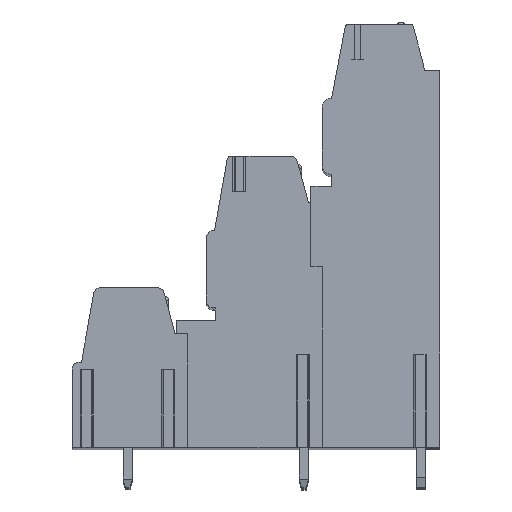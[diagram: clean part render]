
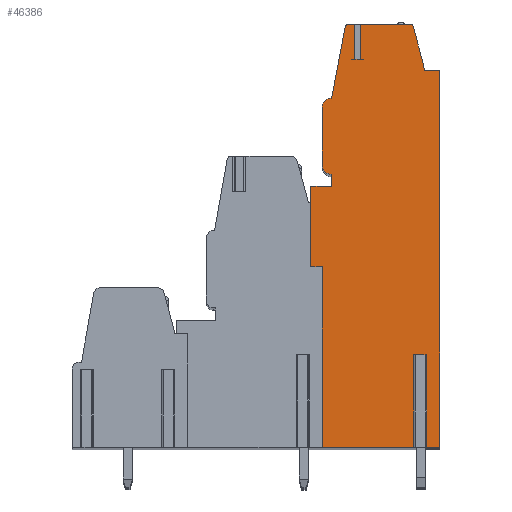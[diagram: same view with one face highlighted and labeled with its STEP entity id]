
A CAD part, top view. The second image highlights one B-rep face of the part: STEP entity #46386.
In plain terms, the highlighted planar face has unit normal (0, 0, 1).
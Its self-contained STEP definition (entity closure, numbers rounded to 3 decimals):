
#13=DIRECTION('',(0.,1.,0.));
#14=VECTOR('',#13,15.6);
#15=CARTESIAN_POINT('',(1.,-19.1,114.3));
#16=LINE('',#15,#14);
#17=DIRECTION('',(1.,0.,0.));
#18=VECTOR('',#17,1.);
#19=CARTESIAN_POINT('',(0.,-3.5,114.3));
#20=LINE('',#19,#18);
#21=DIRECTION('',(-1.,0.,0.));
#22=VECTOR('',#21,1.8);
#23=CARTESIAN_POINT('',(1.8,3.5,114.3));
#24=LINE('',#23,#22);
#25=DIRECTION('',(0.,-1.,0.));
#26=VECTOR('',#25,1.);
#27=CARTESIAN_POINT('',(1.8,4.5,114.3));
#28=LINE('',#27,#26);
#29=CARTESIAN_POINT('',(1.8,5.3,114.3));
#30=DIRECTION('',(0.,0.,1.));
#31=DIRECTION('',(-1.,0.,0.));
#32=AXIS2_PLACEMENT_3D('',#29,#30,#31);
#34=DIRECTION('',(0.,-1.,0.));
#35=VECTOR('',#34,5.);
#36=CARTESIAN_POINT('',(1.,10.3,114.3));
#37=LINE('',#36,#35);
#38=CARTESIAN_POINT('',(1.8,10.3,114.3));
#39=DIRECTION('',(0.,0.,1.));
#40=DIRECTION('',(0.,1.,0.));
#41=AXIS2_PLACEMENT_3D('',#38,#39,#40);
#43=DIRECTION('',(-0.186,-0.983,0.));
#44=VECTOR('',#43,6.265);
#45=CARTESIAN_POINT('',(2.964,17.256,114.3));
#46=LINE('',#45,#44);
#47=CARTESIAN_POINT('',(3.259,17.2,114.3));
#48=DIRECTION('',(0.,0.,1.));
#49=DIRECTION('',(0.,1.,0.));
#50=AXIS2_PLACEMENT_3D('',#47,#48,#49);
#52=DIRECTION('',(-1.,0.,0.));
#53=VECTOR('',#52,0.551);
#54=CARTESIAN_POINT('',(3.81,17.5,114.3));
#55=LINE('',#54,#53);
#56=DIRECTION('',(0.,-1.,0.));
#57=VECTOR('',#56,3.05);
#58=CARTESIAN_POINT('',(3.81,17.5,114.3));
#59=LINE('',#58,#57);
#60=DIRECTION('',(1.,0.,0.));
#61=VECTOR('',#60,0.5);
#62=CARTESIAN_POINT('',(3.81,14.45,114.3));
#63=LINE('',#62,#61);
#64=DIRECTION('',(0.,-1.,0.));
#65=VECTOR('',#64,3.05);
#66=CARTESIAN_POINT('',(4.31,17.5,114.3));
#67=LINE('',#66,#65);
#68=DIRECTION('',(-1.,0.,0.));
#69=VECTOR('',#68,4.27);
#70=CARTESIAN_POINT('',(8.58,17.5,114.3));
#71=LINE('',#70,#69);
#72=CARTESIAN_POINT('',(8.58,17.2,114.3));
#73=DIRECTION('',(0.,0.,1.));
#74=DIRECTION('',(0.965,0.261,0.));
#75=AXIS2_PLACEMENT_3D('',#72,#73,#74);
#77=DIRECTION('',(-0.261,0.965,0.));
#78=VECTOR('',#77,3.539);
#79=CARTESIAN_POINT('',(9.792,13.861,114.3));
#80=LINE('',#79,#78);
#81=DIRECTION('',(-0.035,0.999,0.));
#82=VECTOR('',#81,0.361);
#83=CARTESIAN_POINT('',(9.805,13.5,114.3));
#84=LINE('',#83,#82);
#85=DIRECTION('',(-1.,0.,0.));
#86=VECTOR('',#85,1.355);
#87=CARTESIAN_POINT('',(11.16,13.5,114.3));
#88=LINE('',#87,#86);
#89=DIRECTION('',(0.,1.,0.));
#90=VECTOR('',#89,32.6);
#91=CARTESIAN_POINT('',(11.16,-19.1,114.3));
#92=LINE('',#91,#90);
#93=DIRECTION('',(1.,0.,0.));
#94=VECTOR('',#93,1.39);
#95=CARTESIAN_POINT('',(9.77,-19.1,114.3));
#96=LINE('',#95,#94);
#97=DIRECTION('',(0.,1.,0.));
#98=VECTOR('',#97,8.);
#99=CARTESIAN_POINT('',(9.77,-19.1,114.3));
#100=LINE('',#99,#98);
#101=DIRECTION('',(-1.,0.,0.));
#102=VECTOR('',#101,0.62);
#103=CARTESIAN_POINT('',(9.77,-11.1,114.3));
#104=LINE('',#103,#102);
#105=DIRECTION('',(0.,1.,0.));
#106=VECTOR('',#105,8.);
#107=CARTESIAN_POINT('',(9.15,-19.1,114.3));
#108=LINE('',#107,#106);
#109=DIRECTION('',(1.,0.,0.));
#110=VECTOR('',#109,8.15);
#111=CARTESIAN_POINT('',(1.,-19.1,114.3));
#112=LINE('',#111,#110);
#5116=DIRECTION('',(0.,-1.,0.));
#5117=VECTOR('',#5116,7.);
#5118=CARTESIAN_POINT('',(0.,3.5,114.3));
#5119=LINE('',#5118,#5117);
#36599=CARTESIAN_POINT('',(11.16,-19.1,114.3));
#36600=CARTESIAN_POINT('',(11.16,13.5,114.3));
#36601=VERTEX_POINT('',#36599);
#36602=VERTEX_POINT('',#36600);
#36603=CARTESIAN_POINT('',(9.805,13.5,114.3));
#36604=VERTEX_POINT('',#36603);
#36605=CARTESIAN_POINT('',(9.792,13.861,114.3));
#36606=VERTEX_POINT('',#36605);
#36607=CARTESIAN_POINT('',(8.87,17.278,114.3));
#36608=VERTEX_POINT('',#36607);
#36609=CARTESIAN_POINT('',(8.58,17.5,114.3));
#36610=VERTEX_POINT('',#36609);
#36611=CARTESIAN_POINT('',(3.259,17.5,114.3));
#36612=CARTESIAN_POINT('',(2.964,17.256,114.3));
#36613=VERTEX_POINT('',#36611);
#36614=VERTEX_POINT('',#36612);
#36615=CARTESIAN_POINT('',(1.8,11.1,114.3));
#36616=VERTEX_POINT('',#36615);
#36617=CARTESIAN_POINT('',(1.,10.3,114.3));
#36618=VERTEX_POINT('',#36617);
#36619=CARTESIAN_POINT('',(1.,5.3,114.3));
#36620=VERTEX_POINT('',#36619);
#36621=CARTESIAN_POINT('',(1.8,4.5,114.3));
#36622=VERTEX_POINT('',#36621);
#36623=CARTESIAN_POINT('',(1.8,3.5,114.3));
#36624=VERTEX_POINT('',#36623);
#36625=CARTESIAN_POINT('',(0.,3.5,114.3));
#36626=VERTEX_POINT('',#36625);
#36711=CARTESIAN_POINT('',(9.77,-11.1,114.3));
#36712=CARTESIAN_POINT('',(9.15,-11.1,114.3));
#36713=VERTEX_POINT('',#36711);
#36714=VERTEX_POINT('',#36712);
#36715=CARTESIAN_POINT('',(9.77,-19.1,114.3));
#36716=VERTEX_POINT('',#36715);
#36717=CARTESIAN_POINT('',(9.15,-19.1,114.3));
#36718=VERTEX_POINT('',#36717);
#36719=CARTESIAN_POINT('',(1.,-19.1,114.3));
#36720=VERTEX_POINT('',#36719);
#36757=CARTESIAN_POINT('',(3.81,14.45,114.3));
#36758=CARTESIAN_POINT('',(4.31,14.45,114.3));
#36759=VERTEX_POINT('',#36757);
#36760=VERTEX_POINT('',#36758);
#36761=CARTESIAN_POINT('',(3.81,17.5,114.3));
#36762=VERTEX_POINT('',#36761);
#36767=CARTESIAN_POINT('',(4.31,17.5,114.3));
#36768=VERTEX_POINT('',#36767);
#42744=CARTESIAN_POINT('',(1.,-3.5,114.3));
#42745=VERTEX_POINT('',#42744);
#42746=CARTESIAN_POINT('',(0.,-3.5,114.3));
#42747=VERTEX_POINT('',#42746);
#46329=CARTESIAN_POINT('',(0.,0.,114.3));
#46330=DIRECTION('',(0.,0.,1.));
#46331=DIRECTION('',(1.,0.,0.));
#46332=AXIS2_PLACEMENT_3D('',#46329,#46330,#46331);
#46333=PLANE('',#46332);
#46335=ORIENTED_EDGE('',*,*,#46334,.T.);
#46337=ORIENTED_EDGE('',*,*,#46336,.F.);
#46339=ORIENTED_EDGE('',*,*,#46338,.F.);
#46341=ORIENTED_EDGE('',*,*,#46340,.F.);
#46343=ORIENTED_EDGE('',*,*,#46342,.F.);
#46345=ORIENTED_EDGE('',*,*,#46344,.F.);
#46347=ORIENTED_EDGE('',*,*,#46346,.F.);
#46349=ORIENTED_EDGE('',*,*,#46348,.F.);
#46351=ORIENTED_EDGE('',*,*,#46350,.F.);
#46353=ORIENTED_EDGE('',*,*,#46352,.F.);
#46355=ORIENTED_EDGE('',*,*,#46354,.F.);
#46357=ORIENTED_EDGE('',*,*,#46356,.T.);
#46359=ORIENTED_EDGE('',*,*,#46358,.T.);
#46361=ORIENTED_EDGE('',*,*,#46360,.F.);
#46363=ORIENTED_EDGE('',*,*,#46362,.F.);
#46365=ORIENTED_EDGE('',*,*,#46364,.F.);
#46367=ORIENTED_EDGE('',*,*,#46366,.F.);
#46369=ORIENTED_EDGE('',*,*,#46368,.F.);
#46371=ORIENTED_EDGE('',*,*,#46370,.F.);
#46373=ORIENTED_EDGE('',*,*,#46372,.F.);
#46375=ORIENTED_EDGE('',*,*,#46374,.F.);
#46377=ORIENTED_EDGE('',*,*,#46376,.T.);
#46379=ORIENTED_EDGE('',*,*,#46378,.T.);
#46381=ORIENTED_EDGE('',*,*,#46380,.F.);
#46383=ORIENTED_EDGE('',*,*,#46382,.F.);
#46384=EDGE_LOOP('',(#46335,#46337,#46339,#46341,#46343,#46345,#46347,#46349,
#46351,#46353,#46355,#46357,#46359,#46361,#46363,#46365,#46367,#46369,#46371,
#46373,#46375,#46377,#46379,#46381,#46383));
#46385=FACE_OUTER_BOUND('',#46384,.F.);
#33=CIRCLE('',#32,0.8);
#42=CIRCLE('',#41,0.8);
#51=CIRCLE('',#50,0.3);
#76=CIRCLE('',#75,0.3);
#46334=EDGE_CURVE('',#36720,#42745,#16,.T.);
#46336=EDGE_CURVE('',#42747,#42745,#20,.T.);
#46338=EDGE_CURVE('',#36626,#42747,#5119,.T.);
#46340=EDGE_CURVE('',#36624,#36626,#24,.T.);
#46342=EDGE_CURVE('',#36622,#36624,#28,.T.);
#46344=EDGE_CURVE('',#36620,#36622,#33,.T.);
#46346=EDGE_CURVE('',#36618,#36620,#37,.T.);
#46348=EDGE_CURVE('',#36616,#36618,#42,.T.);
#46350=EDGE_CURVE('',#36614,#36616,#46,.T.);
#46352=EDGE_CURVE('',#36613,#36614,#51,.T.);
#46354=EDGE_CURVE('',#36762,#36613,#55,.T.);
#46356=EDGE_CURVE('',#36762,#36759,#59,.T.);
#46358=EDGE_CURVE('',#36759,#36760,#63,.T.);
#46360=EDGE_CURVE('',#36768,#36760,#67,.T.);
#46362=EDGE_CURVE('',#36610,#36768,#71,.T.);
#46364=EDGE_CURVE('',#36608,#36610,#76,.T.);
#46366=EDGE_CURVE('',#36606,#36608,#80,.T.);
#46368=EDGE_CURVE('',#36604,#36606,#84,.T.);
#46370=EDGE_CURVE('',#36602,#36604,#88,.T.);
#46372=EDGE_CURVE('',#36601,#36602,#92,.T.);
#46374=EDGE_CURVE('',#36716,#36601,#96,.T.);
#46376=EDGE_CURVE('',#36716,#36713,#100,.T.);
#46378=EDGE_CURVE('',#36713,#36714,#104,.T.);
#46380=EDGE_CURVE('',#36718,#36714,#108,.T.);
#46382=EDGE_CURVE('',#36720,#36718,#112,.T.);
#46386=ADVANCED_FACE('',(#46385),#46333,.T.);
